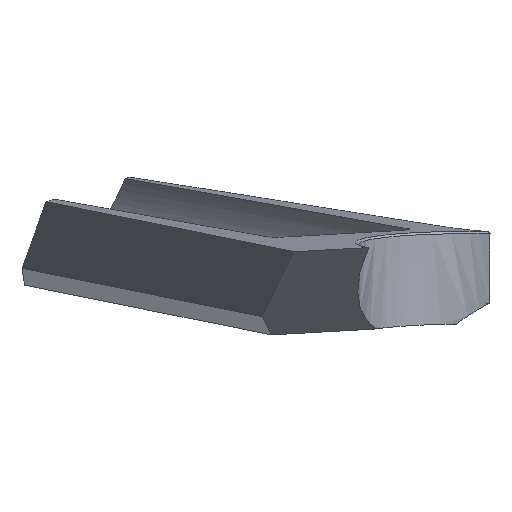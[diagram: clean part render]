
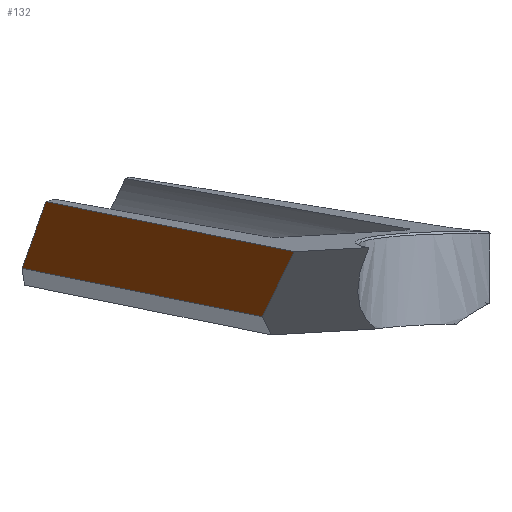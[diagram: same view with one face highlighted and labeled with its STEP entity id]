
A CAD part, left-side view. The second image highlights one B-rep face of the part: STEP entity #132.
In plain terms, the highlighted planar face has unit normal (-0.443, 0.896, -0.044).
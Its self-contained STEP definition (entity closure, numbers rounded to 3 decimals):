
#97 = LINE ( 'NONE', #1796, #211 ) ;
#132 = ADVANCED_FACE ( 'NONE', ( #921 ), #1022, .F. ) ;
#211 = VECTOR ( 'NONE', #1563, 1000. ) ;
#235 = LINE ( 'NONE', #1527, #815 ) ;
#422 = CARTESIAN_POINT ( 'NONE',  ( -595.46, 549.472, 120.782 ) ) ;
#443 = CARTESIAN_POINT ( 'NONE',  ( -494.665, 600.625, 148.002 ) ) ;
#532 = LINE ( 'NONE', #577, #604 ) ;
#535 = CARTESIAN_POINT ( 'NONE',  ( -481.544, 606.324, 132.235 ) ) ;
#562 = CARTESIAN_POINT ( 'NONE',  ( -612.332, 541.901, 136.171 ) ) ;
#573 = DIRECTION ( 'NONE',  ( 0.891, 0.445, 0.09 ) ) ;
#577 = CARTESIAN_POINT ( 'NONE',  ( -612.332, 541.901, 136.171 ) ) ;
#604 = VECTOR ( 'NONE', #573, 1000. ) ;
#606 = CARTESIAN_POINT ( 'NONE',  ( -612.332, 541.901, 136.171 ) ) ;
#612 = DIRECTION ( 'NONE',  ( 0.701, 0.315, -0.64 ) ) ;
#815 = VECTOR ( 'NONE', #1430, 1000. ) ;
#921 = FACE_OUTER_BOUND ( 'NONE', #1554, .T. ) ;
#939 = DIRECTION ( 'NONE',  ( 0.897, 0.443, 0. ) ) ;
#1022 = PLANE ( 'NONE',  #1674 ) ;
#1176 = EDGE_CURVE ( 'NONE', #1638, #1575, #97, .T. ) ;
#1211 = EDGE_CURVE ( 'NONE', #1575, #1795, #235, .T. ) ;
#1430 = DIRECTION ( 'NONE',  ( -0.616, -0.268, 0.741 ) ) ;
#1447 = VECTOR ( 'NONE', #612, 1000. ) ;
#1448 = ORIENTED_EDGE ( 'NONE', *, *, #1483, .T. ) ;
#1451 = ORIENTED_EDGE ( 'NONE', *, *, #1211, .F. ) ;
#1457 = ORIENTED_EDGE ( 'NONE', *, *, #1176, .F. ) ;
#1471 = ORIENTED_EDGE ( 'NONE', *, *, #1482, .F. ) ;
#1482 = EDGE_CURVE ( 'NONE', #1601, #1638, #1533, .T. ) ;
#1483 = EDGE_CURVE ( 'NONE', #1601, #1795, #532, .T. ) ;
#1527 = CARTESIAN_POINT ( 'NONE',  ( -481.544, 606.324, 132.235 ) ) ;
#1533 = LINE ( 'NONE', #606, #1447 ) ;
#1543 = CARTESIAN_POINT ( 'NONE',  ( -610.131, 541.901, 114.282 ) ) ;
#1544 = DIRECTION ( 'NONE',  ( 0.443, -0.896, 0.044 ) ) ;
#1554 = EDGE_LOOP ( 'NONE', ( #1448, #1451, #1457, #1471 ) ) ;
#1563 = DIRECTION ( 'NONE',  ( 0.891, 0.445, 0.09 ) ) ;
#1575 = VERTEX_POINT ( 'NONE', #535 ) ;
#1601 = VERTEX_POINT ( 'NONE', #562 ) ;
#1638 = VERTEX_POINT ( 'NONE', #422 ) ;
#1674 = AXIS2_PLACEMENT_3D ( 'NONE', #1543, #1544, #939 ) ;
#1795 = VERTEX_POINT ( 'NONE', #443 ) ;
#1796 = CARTESIAN_POINT ( 'NONE',  ( -595.46, 549.472, 120.782 ) ) ;
